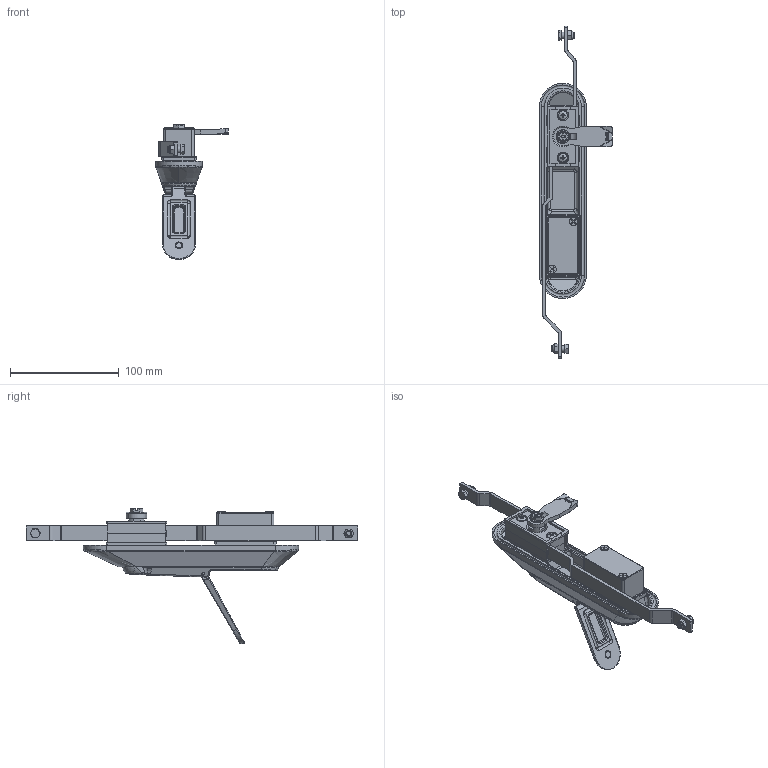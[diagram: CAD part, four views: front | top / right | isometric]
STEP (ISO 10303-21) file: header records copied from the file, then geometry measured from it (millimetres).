
FILE_DESCRIPTION(('STEP AP203'),'1');
FILE_NAME('409.1.12.12.03.30.step','2020-08-10T05:57:06',(' '),(' '),'Spatial InterOp 3D',' ',' ');
FILE_SCHEMA(('CONFIG_CONTROL_DESIGN'));
Length unit declared in the file: millimetre
Products named in the file (34): 1; 2; 3; 4; 5; 6; 7; 8; 9; 10; 11; 12; 13; 14; 15; 16; 17; 18; 19; 20; 21; 22; 23; 24; 25; 26; 27; 28; 29; 30; 31; 32; 33; 34
Bounding box: 67 x 305.1 x 124.42 mm (x, y, z)
Volume: 184623.5 mm3; surface area: 120236.6 mm2
Topology: 34 solids, 34 shells, 2632 faces, 7546 edges, 4997 vertices
Faces by surface type: plane 1129, cylinder 758, bspline 378, torus 187, cone 117, sphere 48, extrusion 15
Full cylindrical faces by diameter (mm): 2.5 x1, 2.6 x3, 2.75 x20, 3.2 x1, 3.3 x3, 4 x3, 4.1 x2, 4.2 x8, 4.3 x2, 5 x2, 5.1 x1, 5.2 x1, 5.3 x4, 5.5 x4, 6 x7, 6.3 x1, 7 x3, 7.3 x2, 7.4 x4, 7.6 x2, 8 x2, 10 x6, 10.1 x1, 10.4 x4, 12.2 x1, 12.4 x1, 12.5 x2, 13.9 x2, 14.2 x2, 15 x1
Entity records: 134301 total; most frequent: CARTESIAN_POINT 69347, ORIENTED_EDGE 14574, DIRECTION 11831, EDGE_CURVE 7287, VERTEX_POINT 4931, AXIS2_PLACEMENT_3D 4407, VECTOR 3017, LINE 3002
